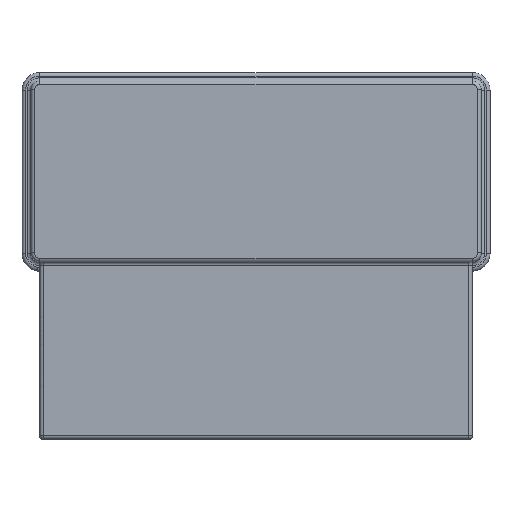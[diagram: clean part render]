
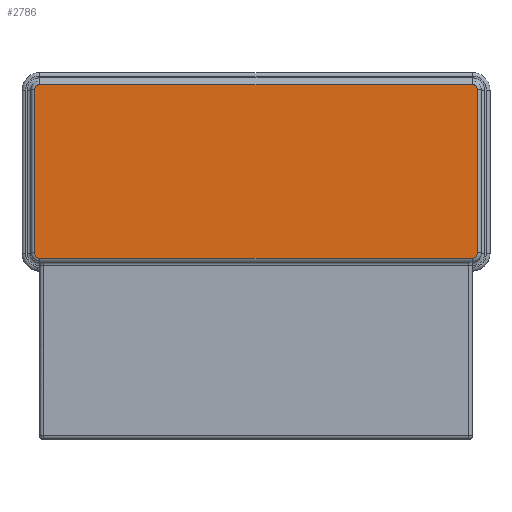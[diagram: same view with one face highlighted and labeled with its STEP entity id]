
A CAD part, top view. The second image highlights one B-rep face of the part: STEP entity #2786.
In plain terms, the highlighted planar face has unit normal (0, 0, 1).
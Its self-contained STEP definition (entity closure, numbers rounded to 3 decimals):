
#230=FACE_OUTER_BOUND('',#427,.T.);
#427=EDGE_LOOP('',(#1875,#1876,#1877,#1878,#1879,#1880,#1881,#1882));
#641=CIRCLE('',#2998,3.);
#642=CIRCLE('',#2999,3.);
#643=CIRCLE('',#3000,3.);
#644=CIRCLE('',#3001,3.);
#875=LINE('',#4401,#1031);
#876=LINE('',#4405,#1032);
#877=LINE('',#4409,#1033);
#878=LINE('',#4413,#1034);
#1031=VECTOR('',#3415,10.);
#1032=VECTOR('',#3418,10.);
#1033=VECTOR('',#3421,10.);
#1034=VECTOR('',#3424,10.);
#1187=VERTEX_POINT('',#4399);
#1188=VERTEX_POINT('',#4400);
#1189=VERTEX_POINT('',#4402);
#1190=VERTEX_POINT('',#4404);
#1191=VERTEX_POINT('',#4406);
#1192=VERTEX_POINT('',#4408);
#1193=VERTEX_POINT('',#4410);
#1194=VERTEX_POINT('',#4412);
#1441=EDGE_CURVE('',#1187,#1188,#875,.T.);
#1442=EDGE_CURVE('',#1189,#1187,#641,.T.);
#1443=EDGE_CURVE('',#1190,#1189,#876,.T.);
#1444=EDGE_CURVE('',#1191,#1190,#642,.T.);
#1445=EDGE_CURVE('',#1192,#1191,#877,.T.);
#1446=EDGE_CURVE('',#1193,#1192,#643,.T.);
#1447=EDGE_CURVE('',#1194,#1193,#878,.T.);
#1448=EDGE_CURVE('',#1188,#1194,#644,.T.);
#1875=ORIENTED_EDGE('',*,*,#1441,.F.);
#1876=ORIENTED_EDGE('',*,*,#1442,.F.);
#1877=ORIENTED_EDGE('',*,*,#1443,.F.);
#1878=ORIENTED_EDGE('',*,*,#1444,.F.);
#1879=ORIENTED_EDGE('',*,*,#1445,.F.);
#1880=ORIENTED_EDGE('',*,*,#1446,.F.);
#1881=ORIENTED_EDGE('',*,*,#1447,.F.);
#1882=ORIENTED_EDGE('',*,*,#1448,.F.);
#2743=PLANE('',#2997);
#2786=ADVANCED_FACE('',(#230),#2743,.T.);
#2997=AXIS2_PLACEMENT_3D('',#4398,#3413,#3414);
#2998=AXIS2_PLACEMENT_3D('',#4403,#3416,#3417);
#2999=AXIS2_PLACEMENT_3D('',#4407,#3419,#3420);
#3000=AXIS2_PLACEMENT_3D('',#4411,#3422,#3423);
#3001=AXIS2_PLACEMENT_3D('',#4414,#3425,#3426);
#3413=DIRECTION('center_axis',(0.,0.,1.));
#3414=DIRECTION('ref_axis',(1.,0.,0.));
#3415=DIRECTION('',(1.,0.,0.));
#3416=DIRECTION('center_axis',(0.,0.,-1.));
#3417=DIRECTION('ref_axis',(-0.707,0.707,0.));
#3418=DIRECTION('',(0.,1.,0.));
#3419=DIRECTION('center_axis',(0.,0.,-1.));
#3420=DIRECTION('ref_axis',(-0.707,-0.707,0.));
#3421=DIRECTION('',(-1.,0.,0.));
#3422=DIRECTION('center_axis',(0.,0.,-1.));
#3423=DIRECTION('ref_axis',(0.707,-0.707,0.));
#3424=DIRECTION('',(0.,-1.,0.));
#3425=DIRECTION('center_axis',(0.,0.,-1.));
#3426=DIRECTION('ref_axis',(0.707,0.707,0.));
#4398=CARTESIAN_POINT('Origin',(127.,51.,132.));
#4399=CARTESIAN_POINT('',(5.,100.,132.));
#4400=CARTESIAN_POINT('',(249.,100.,132.));
#4401=CARTESIAN_POINT('',(188.,100.,132.));
#4402=CARTESIAN_POINT('',(2.,97.,132.));
#4403=CARTESIAN_POINT('Origin',(5.,97.,132.));
#4404=CARTESIAN_POINT('',(2.,5.,132.));
#4405=CARTESIAN_POINT('',(2.,74.,132.));
#4406=CARTESIAN_POINT('',(5.,2.,132.));
#4407=CARTESIAN_POINT('Origin',(5.,5.,132.));
#4408=CARTESIAN_POINT('',(249.,2.,132.));
#4409=CARTESIAN_POINT('',(66.,2.,132.));
#4410=CARTESIAN_POINT('',(252.,5.,132.));
#4411=CARTESIAN_POINT('Origin',(249.,5.,132.));
#4412=CARTESIAN_POINT('',(252.,97.,132.));
#4413=CARTESIAN_POINT('',(252.,28.,132.));
#4414=CARTESIAN_POINT('Origin',(249.,97.,132.));
